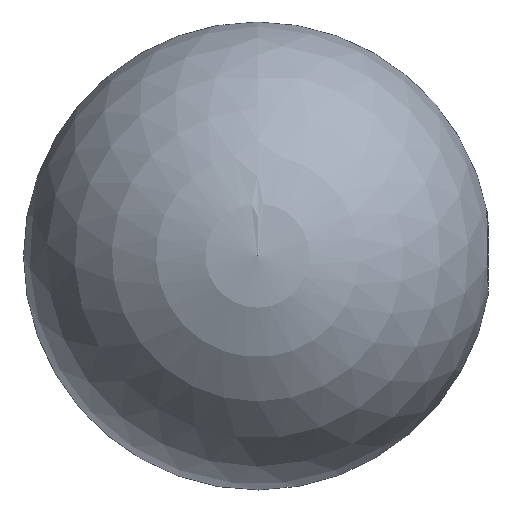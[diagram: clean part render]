
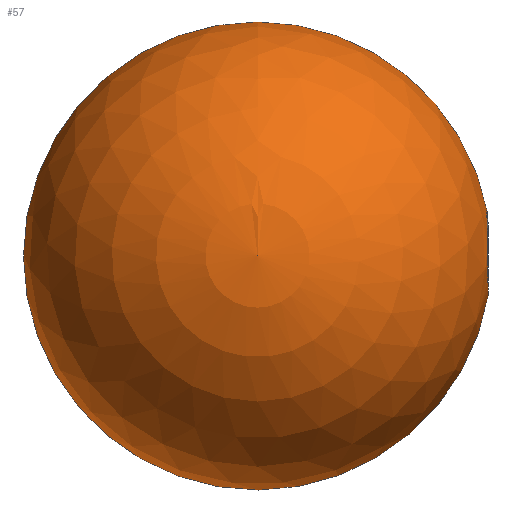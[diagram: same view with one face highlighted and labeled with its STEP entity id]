
A CAD part, top view. The second image highlights one B-rep face of the part: STEP entity #57.
In plain terms, the highlighted spherical face has radius 20 mm.
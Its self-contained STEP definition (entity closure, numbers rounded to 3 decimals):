
#48 = VERTEX_POINT ( 'NONE', #5221 ) ;
#57 = ADVANCED_FACE ( 'NONE', ( #1638 ), #3131, .T. ) ;
#146 = CARTESIAN_POINT ( 'NONE',  ( 19.672, -1.644, 3.216 ) ) ;
#161 = CARTESIAN_POINT ( 'NONE',  ( 19.653, -0.333, 3.698 ) ) ;
#199 = CARTESIAN_POINT ( 'NONE',  ( 19.632, 1.259, 3.608 ) ) ;
#216 = CARTESIAN_POINT ( 'NONE',  ( 19.622, 2.008, 3.316 ) ) ;
#345 = EDGE_CURVE ( 'NONE', #4722, #872, #2695, .T. ) ;
#386 = CARTESIAN_POINT ( 'NONE',  ( 19.723, -3.317, 0. ) ) ;
#613 = CARTESIAN_POINT ( 'NONE',  ( 19.704, -3.142, 1.385 ) ) ;
#646 = CARTESIAN_POINT ( 'NONE',  ( 19.596, 3.476, 1.98 ) ) ;
#663 = CARTESIAN_POINT ( 'NONE',  ( 19.638, 0.868, 3.694 ) ) ;
#685 = CARTESIAN_POINT ( 'NONE',  ( 19.601, 3.253, 2.318 ) ) ;
#782 = B_SPLINE_CURVE_WITH_KNOTS ( 'NONE', 3,
 ( #4524, #1212, #5921, #3571, #2162, #2652 ),
 .UNSPECIFIED., .F., .F.,
 ( 4, 2, 4 ),
 ( 0.004, 0.005, 0.006 ),
 .UNSPECIFIED. ) ;
#872 = VERTEX_POINT ( 'NONE', #4787 ) ;
#875 = CARTESIAN_POINT ( 'NONE',  ( 0., 0., 0. ) ) ;
#979 = CARTESIAN_POINT ( 'NONE',  ( 0., 0., 0. ) ) ;
#1070 = CARTESIAN_POINT ( 'NONE',  ( 19.624, 1.828, 3.403 ) ) ;
#1107 = CARTESIAN_POINT ( 'NONE',  ( 19.72, -3.332, 0.2 ) ) ;
#1139 = EDGE_CURVE ( 'NONE', #48, #4722, #4118, .T. ) ;
#1212 = CARTESIAN_POINT ( 'NONE',  ( 19.641, 3.771, 0.331 ) ) ;
#1303 = AXIS2_PLACEMENT_3D ( 'NONE', #979, #4297, #4805 ) ;
#1387 = EDGE_CURVE ( 'NONE', #5443, #48, #782, .T. ) ;
#1470 = ORIENTED_EDGE ( 'NONE', *, *, #1139, .F. ) ;
#1520 = ORIENTED_EDGE ( 'NONE', *, *, #1387, .F. ) ;
#1545 = DIRECTION ( 'NONE',  ( 0., 0., -1. ) ) ;
#1553 = CARTESIAN_POINT ( 'NONE',  ( 19.688, -2.553, 2.431 ) ) ;
#1569 = CARTESIAN_POINT ( 'NONE',  ( 19.712, -3.29, 0.801 ) ) ;
#1588 = CARTESIAN_POINT ( 'NONE',  ( 19.718, -3.33, 0.4 ) ) ;
#1606 = CARTESIAN_POINT ( 'NONE',  ( 19.693, -2.788, 2.108 ) ) ;
#1638 = FACE_OUTER_BOUND ( 'NONE', #5315, .T. ) ;
#1943 = CIRCLE ( 'NONE', #4635, 20. ) ;
#2010 = CARTESIAN_POINT ( 'NONE',  ( 0., 0., 0. ) ) ;
#2162 = CARTESIAN_POINT ( 'NONE',  ( 19.605, 3.602, 1.666 ) ) ;
#2561 = CARTESIAN_POINT ( 'NONE',  ( 19.678, -1.974, 2.99 ) ) ;
#2584 = CARTESIAN_POINT ( 'NONE',  ( 19.68, -2.131, 2.862 ) ) ;
#2652 = CARTESIAN_POINT ( 'NONE',  ( 19.596, 3.476, 1.98 ) ) ;
#2695 = CIRCLE ( 'NONE', #4455, 20. ) ;
#2983 = CARTESIAN_POINT ( 'NONE',  ( 19.614, 2.519, 2.998 ) ) ;
#3001 = CARTESIAN_POINT ( 'NONE',  ( 19.606, 2.986, 2.615 ) ) ;
#3016 = CARTESIAN_POINT ( 'NONE',  ( 19.656, -0.53, 3.661 ) ) ;
#3131 = SPHERICAL_SURFACE ( 'NONE', #1303, 20. ) ;
#3456 = CARTESIAN_POINT ( 'NONE',  ( 19.696, -2.893, 1.935 ) ) ;
#3474 = CARTESIAN_POINT ( 'NONE',  ( 19.685, -2.421, 2.581 ) ) ;
#3507 = CARTESIAN_POINT ( 'NONE',  ( 19.646, 0.27, 3.744 ) ) ;
#3563 = EDGE_CURVE ( 'NONE', #5443, #872, #1943, .T. ) ;
#3571 = CARTESIAN_POINT ( 'NONE',  ( 19.614, 3.687, 1.338 ) ) ;
#3742 = DIRECTION ( 'NONE',  ( 0., 0., 1. ) ) ;
#3939 = CARTESIAN_POINT ( 'NONE',  ( 19.648, 0.066, 3.74 ) ) ;
#3971 = CARTESIAN_POINT ( 'NONE',  ( 19.63, 1.455, 3.549 ) ) ;
#4118 = B_SPLINE_CURVE_WITH_KNOTS ( 'NONE', 3,
 ( #646, #685, #3001, #2983, #5826, #216, #1070, #3971, #199, #663, #4384, #3507, #3939, #161, #3016, #5341, #5413, #5376, #146, #2561, #2584, #3474, #1553, #1606, #3456, #4876, #613, #4403, #1569, #1588, #1107, #4894 ),
 .UNSPECIFIED., .F., .F.,
 ( 4, 2, 2, 2, 2, 2, 2, 2, 2, 2, 2, 2, 2, 2, 2, 4 ),
 ( 0., 0.001, 0.002, 0.002, 0.003, 0.004, 0.004, 0.005, 0.005, 0.006, 0.007, 0.007, 0.008, 0.008, 0.009, 0.01 ),
 .UNSPECIFIED. ) ;
#4297 = DIRECTION ( 'NONE',  ( 0., 0., -1. ) ) ;
#4384 = CARTESIAN_POINT ( 'NONE',  ( 19.64, 0.67, 3.721 ) ) ;
#4403 = CARTESIAN_POINT ( 'NONE',  ( 19.71, -3.251, 1. ) ) ;
#4455 = AXIS2_PLACEMENT_3D ( 'NONE', #2010, #1545, #5350 ) ;
#4524 = CARTESIAN_POINT ( 'NONE',  ( 19.65, 3.728, 0. ) ) ;
#4551 = ORIENTED_EDGE ( 'NONE', *, *, #3563, .T. ) ;
#4635 = AXIS2_PLACEMENT_3D ( 'NONE', #875, #3742, #5173 ) ;
#4722 = VERTEX_POINT ( 'NONE', #386 ) ;
#4787 = CARTESIAN_POINT ( 'NONE',  ( -20., 0., 0. ) ) ;
#4805 = DIRECTION ( 'NONE',  ( 0., 1., 0. ) ) ;
#4876 = CARTESIAN_POINT ( 'NONE',  ( 19.701, -3.07, 1.572 ) ) ;
#4894 = CARTESIAN_POINT ( 'NONE',  ( 19.723, -3.317, 0. ) ) ;
#5173 = DIRECTION ( 'NONE',  ( 1., 0., 0. ) ) ;
#5221 = CARTESIAN_POINT ( 'NONE',  ( 19.596, 3.476, 1.98 ) ) ;
#5315 = EDGE_LOOP ( 'NONE', ( #5528, #1470, #1520, #4551 ) ) ;
#5341 = CARTESIAN_POINT ( 'NONE',  ( 19.661, -0.915, 3.555 ) ) ;
#5350 = DIRECTION ( 'NONE',  ( 0., 1., 0. ) ) ;
#5376 = CARTESIAN_POINT ( 'NONE',  ( 19.669, -1.471, 3.315 ) ) ;
#5413 = CARTESIAN_POINT ( 'NONE',  ( 19.664, -1.105, 3.485 ) ) ;
#5443 = VERTEX_POINT ( 'NONE', #5861 ) ;
#5528 = ORIENTED_EDGE ( 'NONE', *, *, #345, .F. ) ;
#5826 = CARTESIAN_POINT ( 'NONE',  ( 19.616, 2.353, 3.114 ) ) ;
#5861 = CARTESIAN_POINT ( 'NONE',  ( 19.65, 3.728, 0. ) ) ;
#5921 = CARTESIAN_POINT ( 'NONE',  ( 19.633, 3.772, 0.67 ) ) ;
